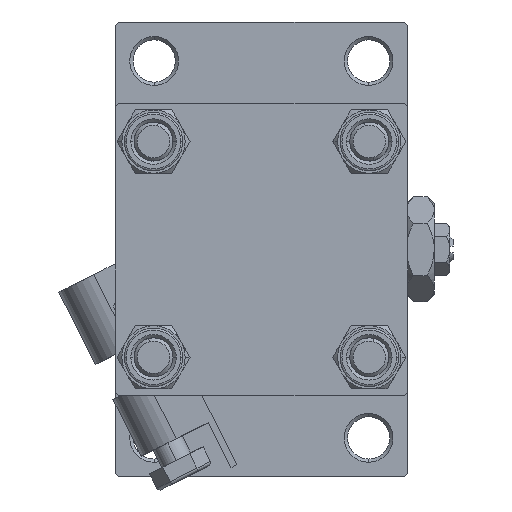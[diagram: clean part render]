
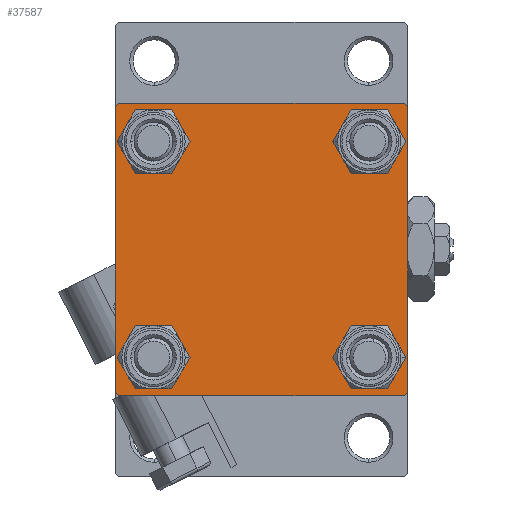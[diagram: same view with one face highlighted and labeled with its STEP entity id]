
A CAD part, left-side view. The second image highlights one B-rep face of the part: STEP entity #37587.
In plain terms, the highlighted planar face has unit normal (-1, 0, 0).
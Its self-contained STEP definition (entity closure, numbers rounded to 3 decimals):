
#71 = VERTEX_POINT ( 'NONE', #11676 ) ;
#209 = DIRECTION ( 'NONE',  ( -1., 0., 0. ) ) ;
#348 = VERTEX_POINT ( 'NONE', #24553 ) ;
#698 = FACE_BOUND ( 'NONE', #32285, .T. ) ;
#818 = EDGE_CURVE ( 'NONE', #348, #30646, #1486, .T. ) ;
#857 = AXIS2_PLACEMENT_3D ( 'NONE', #28147, #9168, #26040 ) ;
#1467 = DIRECTION ( 'NONE',  ( 0., 0., 1. ) ) ;
#1486 = CIRCLE ( 'NONE', #46793, 3.5 ) ;
#1510 = ORIENTED_EDGE ( 'NONE', *, *, #29942, .T. ) ;
#1583 = EDGE_CURVE ( 'NONE', #30646, #348, #11239, .T. ) ;
#2332 = ORIENTED_EDGE ( 'NONE', *, *, #35926, .T. ) ;
#3237 = EDGE_CURVE ( 'NONE', #21113, #49622, #40582, .T. ) ;
#3433 = CARTESIAN_POINT ( 'NONE',  ( 0., 22.5, -22.5 ) ) ;
#4226 = CARTESIAN_POINT ( 'NONE',  ( 0., 22.5, 22. ) ) ;
#4368 = CARTESIAN_POINT ( 'NONE',  ( 0., 16.6, 16.6 ) ) ;
#5118 = DIRECTION ( 'NONE',  ( 1., 0., 0. ) ) ;
#6664 = AXIS2_PLACEMENT_3D ( 'NONE', #4368, #5118, #8431 ) ;
#6684 = CARTESIAN_POINT ( 'NONE',  ( 0., -22., 22.5 ) ) ;
#6919 = VECTOR ( 'NONE', #43901, 1000. ) ;
#7315 = FACE_OUTER_BOUND ( 'NONE', #43030, .T. ) ;
#7349 = VECTOR ( 'NONE', #20562, 1000. ) ;
#7801 = ORIENTED_EDGE ( 'NONE', *, *, #34958, .T. ) ;
#7866 = CARTESIAN_POINT ( 'NONE',  ( 0., 22.25, 22.25 ) ) ;
#8431 = DIRECTION ( 'NONE',  ( 0., 0., 1. ) ) ;
#9168 = DIRECTION ( 'NONE',  ( 1., 0., 0. ) ) ;
#9403 = DIRECTION ( 'NONE',  ( 0., 0., 1. ) ) ;
#9449 = ORIENTED_EDGE ( 'NONE', *, *, #35929, .T. ) ;
#9721 = DIRECTION ( 'NONE',  ( 0., 0., 1. ) ) ;
#10227 = CARTESIAN_POINT ( 'NONE',  ( 0., -22.5, 22.5 ) ) ;
#10241 = VERTEX_POINT ( 'NONE', #45898 ) ;
#10530 = EDGE_CURVE ( 'NONE', #24924, #37703, #48143, .T. ) ;
#10610 = ORIENTED_EDGE ( 'NONE', *, *, #10530, .F. ) ;
#10614 = DIRECTION ( 'NONE',  ( 0., -0.707, 0.707 ) ) ;
#11131 = FACE_BOUND ( 'NONE', #20329, .T. ) ;
#11163 = CARTESIAN_POINT ( 'NONE',  ( 0., 22.5, -22. ) ) ;
#11239 = CIRCLE ( 'NONE', #28199, 3.5 ) ;
#11270 = AXIS2_PLACEMENT_3D ( 'NONE', #29524, #44451, #33306 ) ;
#11298 = DIRECTION ( 'NONE',  ( 0., -1., 0. ) ) ;
#11676 = CARTESIAN_POINT ( 'NONE',  ( 0., 16.6, -20.1 ) ) ;
#12019 = ORIENTED_EDGE ( 'NONE', *, *, #19822, .T. ) ;
#12421 = ORIENTED_EDGE ( 'NONE', *, *, #818, .T. ) ;
#12615 = VERTEX_POINT ( 'NONE', #31507 ) ;
#12744 = ORIENTED_EDGE ( 'NONE', *, *, #35950, .T. ) ;
#12851 = EDGE_CURVE ( 'NONE', #17418, #28048, #17160, .T. ) ;
#13452 = DIRECTION ( 'NONE',  ( 0., -1., 0. ) ) ;
#13578 = ORIENTED_EDGE ( 'NONE', *, *, #12851, .T. ) ;
#14039 = DIRECTION ( 'NONE',  ( 0., 0., 1. ) ) ;
#14714 = VERTEX_POINT ( 'NONE', #41439 ) ;
#14784 = CARTESIAN_POINT ( 'NONE',  ( 0., 16.6, 20.1 ) ) ;
#15254 = CARTESIAN_POINT ( 'NONE',  ( 0., -16.6, -13.1 ) ) ;
#15490 = VECTOR ( 'NONE', #46230, 1000. ) ;
#15876 = DIRECTION ( 'NONE',  ( 1., 0., 0. ) ) ;
#15944 = CARTESIAN_POINT ( 'NONE',  ( 0., 16.6, -13.1 ) ) ;
#16495 = DIRECTION ( 'NONE',  ( 1., 0., 0. ) ) ;
#16515 = LINE ( 'NONE', #32437, #7349 ) ;
#16534 = CIRCLE ( 'NONE', #44819, 3.5 ) ;
#17160 = CIRCLE ( 'NONE', #6664, 3.5 ) ;
#17180 = CARTESIAN_POINT ( 'NONE',  ( 0., -16.6, 13.1 ) ) ;
#17418 = VERTEX_POINT ( 'NONE', #43496 ) ;
#19044 = ORIENTED_EDGE ( 'NONE', *, *, #48506, .T. ) ;
#19464 = FACE_BOUND ( 'NONE', #22963, .T. ) ;
#19764 = EDGE_CURVE ( 'NONE', #14714, #12615, #35308, .T. ) ;
#19822 = EDGE_CURVE ( 'NONE', #46753, #14714, #20627, .T. ) ;
#19939 = CARTESIAN_POINT ( 'NONE',  ( 0., 16.6, -16.6 ) ) ;
#20329 = EDGE_LOOP ( 'NONE', ( #28863, #12421 ) ) ;
#20562 = DIRECTION ( 'NONE',  ( 0., 0., -1. ) ) ;
#20627 = LINE ( 'NONE', #28463, #6919 ) ;
#20734 = DIRECTION ( 'NONE',  ( 1., 0., 0. ) ) ;
#21110 = DIRECTION ( 'NONE',  ( 0., 0., -1. ) ) ;
#21113 = VERTEX_POINT ( 'NONE', #41847 ) ;
#22033 = ORIENTED_EDGE ( 'NONE', *, *, #42459, .T. ) ;
#22071 = ORIENTED_EDGE ( 'NONE', *, *, #31476, .T. ) ;
#22963 = EDGE_LOOP ( 'NONE', ( #37176, #9449 ) ) ;
#24341 = AXIS2_PLACEMENT_3D ( 'NONE', #19939, #15876, #35363 ) ;
#24553 = CARTESIAN_POINT ( 'NONE',  ( 0., -16.6, -20.1 ) ) ;
#24924 = VERTEX_POINT ( 'NONE', #49070 ) ;
#25718 = ORIENTED_EDGE ( 'NONE', *, *, #3237, .F. ) ;
#25779 = CIRCLE ( 'NONE', #11270, 3.5 ) ;
#26040 = DIRECTION ( 'NONE',  ( 0., 0., 1. ) ) ;
#26372 = VERTEX_POINT ( 'NONE', #15944 ) ;
#26564 = FACE_BOUND ( 'NONE', #33080, .T. ) ;
#26745 = CARTESIAN_POINT ( 'NONE',  ( 0., -22.25, 22.25 ) ) ;
#28048 = VERTEX_POINT ( 'NONE', #14784 ) ;
#28147 = CARTESIAN_POINT ( 'NONE',  ( 0., 16.6, -16.6 ) ) ;
#28199 = AXIS2_PLACEMENT_3D ( 'NONE', #47326, #20734, #1467 ) ;
#28463 = CARTESIAN_POINT ( 'NONE',  ( 0., 22.25, -22.25 ) ) ;
#28753 = VECTOR ( 'NONE', #11298, 1000. ) ;
#28863 = ORIENTED_EDGE ( 'NONE', *, *, #1583, .T. ) ;
#29524 = CARTESIAN_POINT ( 'NONE',  ( 0., -16.6, 16.6 ) ) ;
#29879 = VECTOR ( 'NONE', #21110, 1000. ) ;
#29942 = EDGE_CURVE ( 'NONE', #10241, #40036, #48413, .T. ) ;
#30646 = VERTEX_POINT ( 'NONE', #15254 ) ;
#30886 = LINE ( 'NONE', #7866, #36385 ) ;
#31476 = EDGE_CURVE ( 'NONE', #40036, #10241, #25779, .T. ) ;
#31507 = CARTESIAN_POINT ( 'NONE',  ( 0., -22., -22.5 ) ) ;
#32285 = EDGE_LOOP ( 'NONE', ( #1510, #22071 ) ) ;
#32415 = CIRCLE ( 'NONE', #24341, 3.5 ) ;
#32437 = CARTESIAN_POINT ( 'NONE',  ( 0., 22.5, 22.5 ) ) ;
#33080 = EDGE_LOOP ( 'NONE', ( #19044, #13578 ) ) ;
#33306 = DIRECTION ( 'NONE',  ( 0., 0., 1. ) ) ;
#33822 = DIRECTION ( 'NONE',  ( 0., 0., 1. ) ) ;
#34077 = CARTESIAN_POINT ( 'NONE',  ( 0., -16.6, -16.6 ) ) ;
#34893 = PLANE ( 'NONE',  #44535 ) ;
#34929 = DIRECTION ( 'NONE',  ( 0., 0.707, -0.707 ) ) ;
#34958 = EDGE_CURVE ( 'NONE', #24924, #47188, #30886, .T. ) ;
#35308 = LINE ( 'NONE', #3433, #28753 ) ;
#35363 = DIRECTION ( 'NONE',  ( 0., 0., 1. ) ) ;
#35694 = VECTOR ( 'NONE', #13452, 1000. ) ;
#35926 = EDGE_CURVE ( 'NONE', #12615, #49622, #41220, .T. ) ;
#35929 = EDGE_CURVE ( 'NONE', #71, #26372, #46164, .T. ) ;
#35950 = EDGE_CURVE ( 'NONE', #47188, #46753, #16515, .T. ) ;
#36385 = VECTOR ( 'NONE', #34929, 1000. ) ;
#37176 = ORIENTED_EDGE ( 'NONE', *, *, #41117, .T. ) ;
#37587 = ADVANCED_FACE ( 'NONE', ( #698, #11131, #19464, #26564, #7315 ), #34893, .T. ) ;
#37703 = VERTEX_POINT ( 'NONE', #6684 ) ;
#40036 = VERTEX_POINT ( 'NONE', #17180 ) ;
#40582 = LINE ( 'NONE', #10227, #29879 ) ;
#40811 = CARTESIAN_POINT ( 'NONE',  ( 0., -22.5, -22. ) ) ;
#41117 = EDGE_CURVE ( 'NONE', #26372, #71, #32415, .T. ) ;
#41220 = LINE ( 'NONE', #45280, #44524 ) ;
#41439 = CARTESIAN_POINT ( 'NONE',  ( 0., 22., -22.5 ) ) ;
#41847 = CARTESIAN_POINT ( 'NONE',  ( 0., -22.5, 22. ) ) ;
#41999 = CARTESIAN_POINT ( 'NONE',  ( 0., 0., 0. ) ) ;
#42147 = ORIENTED_EDGE ( 'NONE', *, *, #19764, .T. ) ;
#42459 = EDGE_CURVE ( 'NONE', #21113, #37703, #46729, .T. ) ;
#43030 = EDGE_LOOP ( 'NONE', ( #12744, #12019, #42147, #2332, #25718, #22033, #10610, #7801 ) ) ;
#43496 = CARTESIAN_POINT ( 'NONE',  ( 0., 16.6, 13.1 ) ) ;
#43571 = CARTESIAN_POINT ( 'NONE',  ( 0., -16.6, 16.6 ) ) ;
#43901 = DIRECTION ( 'NONE',  ( 0., -0.707, -0.707 ) ) ;
#44451 = DIRECTION ( 'NONE',  ( 1., 0., 0. ) ) ;
#44524 = VECTOR ( 'NONE', #10614, 1000. ) ;
#44535 = AXIS2_PLACEMENT_3D ( 'NONE', #41999, #209, #14039 ) ;
#44586 = CARTESIAN_POINT ( 'NONE',  ( 0., 22.5, 22.5 ) ) ;
#44819 = AXIS2_PLACEMENT_3D ( 'NONE', #48206, #45400, #9721 ) ;
#44973 = DIRECTION ( 'NONE',  ( 1., 0., 0. ) ) ;
#45280 = CARTESIAN_POINT ( 'NONE',  ( 0., -22.25, -22.25 ) ) ;
#45400 = DIRECTION ( 'NONE',  ( 1., 0., 0. ) ) ;
#45898 = CARTESIAN_POINT ( 'NONE',  ( 0., -16.6, 20.1 ) ) ;
#46164 = CIRCLE ( 'NONE', #857, 3.5 ) ;
#46230 = DIRECTION ( 'NONE',  ( 0., 0.707, 0.707 ) ) ;
#46729 = LINE ( 'NONE', #26745, #15490 ) ;
#46753 = VERTEX_POINT ( 'NONE', #11163 ) ;
#46786 = AXIS2_PLACEMENT_3D ( 'NONE', #43571, #16495, #9403 ) ;
#46793 = AXIS2_PLACEMENT_3D ( 'NONE', #34077, #44973, #33822 ) ;
#47188 = VERTEX_POINT ( 'NONE', #4226 ) ;
#47326 = CARTESIAN_POINT ( 'NONE',  ( 0., -16.6, -16.6 ) ) ;
#48143 = LINE ( 'NONE', #44586, #35694 ) ;
#48206 = CARTESIAN_POINT ( 'NONE',  ( 0., 16.6, 16.6 ) ) ;
#48413 = CIRCLE ( 'NONE', #46786, 3.5 ) ;
#48506 = EDGE_CURVE ( 'NONE', #28048, #17418, #16534, .T. ) ;
#49070 = CARTESIAN_POINT ( 'NONE',  ( 0., 22., 22.5 ) ) ;
#49622 = VERTEX_POINT ( 'NONE', #40811 ) ;
